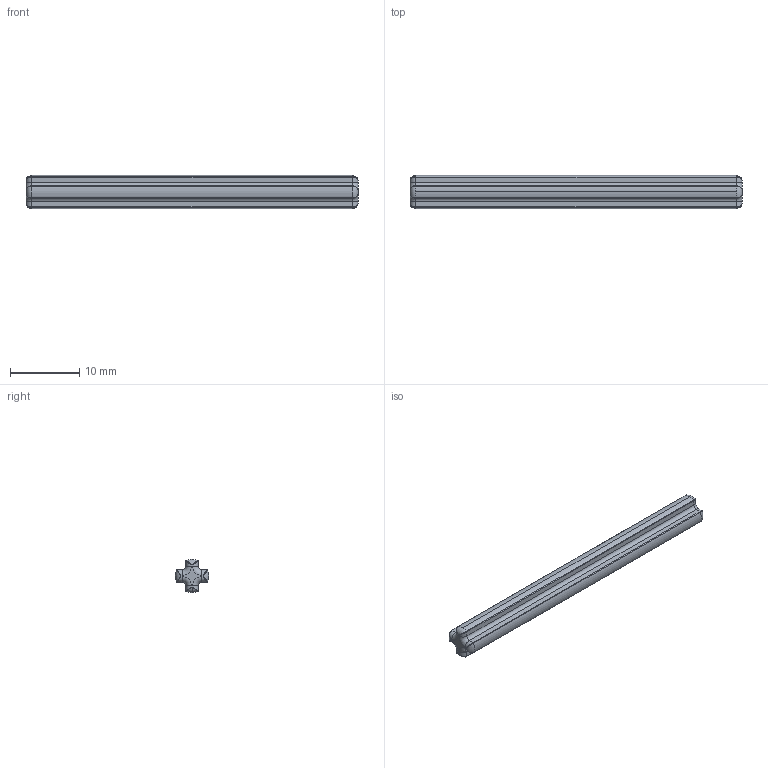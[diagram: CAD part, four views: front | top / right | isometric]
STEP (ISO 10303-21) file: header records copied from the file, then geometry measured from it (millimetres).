
FILE_DESCRIPTION (( 'STEP AP214' ), '1' );
FILE_NAME ('3706 Black Technic Axle 6.STEP', '2015-02-18T22:33:43', ( '' ), ( '' ), 'SwSTEP 2.0', 'SolidWorks 2014', '' );
FILE_SCHEMA (( 'AUTOMOTIVE_DESIGN' ));
Length unit declared in the file: millimetre
Products named in the file (1): 3706 Black Technic Axle 6
Bounding box: 48 x 4.79 x 4.8 mm (x, y, z)
Volume: 659.7 mm3; surface area: 830.6 mm2
Topology: 1 solids, 1 shells, 77 faces, 177 edges, 86 vertices
Faces by surface type: cylinder 33, torus 18, bspline 16, plane 10
Entity records: 2525 total; most frequent: CARTESIAN_POINT 949, DIRECTION 325, ORIENTED_EDGE 322, EDGE_CURVE 161, AXIS2_PLACEMENT_3D 134, VERTEX_POINT 86, FACE_OUTER_BOUND 77, ADVANCED_FACE 77
